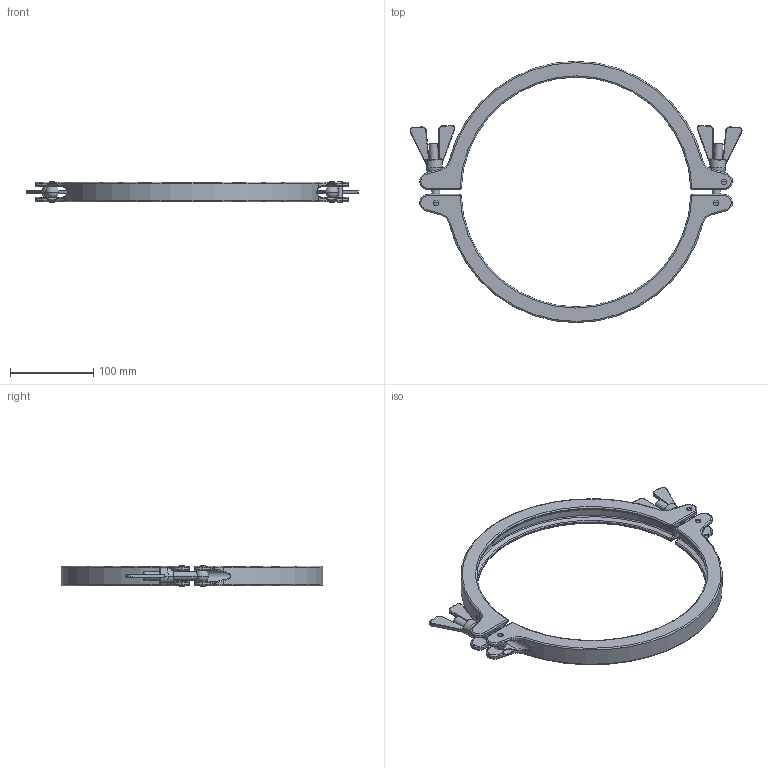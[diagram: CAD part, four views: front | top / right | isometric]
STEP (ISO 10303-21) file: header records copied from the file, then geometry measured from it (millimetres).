
FILE_DESCRIPTION (( 'STEP AP214' ), '1' );
FILE_NAME ('CL.SHD.1058 BLOCK.STEP', '2020-05-19T13:00:04', ( '' ), ( '' ), 'SwSTEP 2.0', 'SolidWorks 2020', '' );
FILE_SCHEMA (( 'AUTOMOTIVE_DESIGN' ));
Length unit declared in the file: millimetre
Products named in the file (1): CL.SHD.1058 BLOCK
Bounding box: 399 x 314 x 25.3 mm (x, y, z)
Volume: 380582 mm3; surface area: 111899.6 mm2
Topology: 2 solids, 6 shells, 519 faces, 1227 edges, 684 vertices
Faces by surface type: cylinder 177, bspline 114, torus 112, plane 64, sphere 48, cone 4
Entity records: 18612 total; most frequent: CARTESIAN_POINT 7581, DIRECTION 2341, ORIENTED_EDGE 2330, EDGE_CURVE 1165, AXIS2_PLACEMENT_3D 1024, VERTEX_POINT 674, CIRCLE 618, EDGE_LOOP 549
